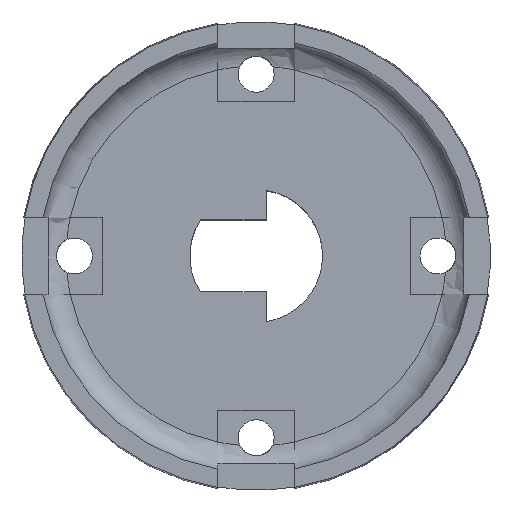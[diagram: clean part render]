
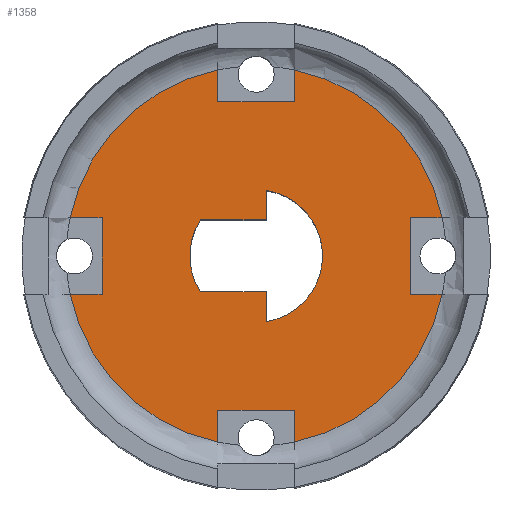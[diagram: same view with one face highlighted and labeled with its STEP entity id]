
A CAD part, top view. The second image highlights one B-rep face of the part: STEP entity #1358.
In plain terms, the highlighted planar face has unit normal (0, 0, 1).
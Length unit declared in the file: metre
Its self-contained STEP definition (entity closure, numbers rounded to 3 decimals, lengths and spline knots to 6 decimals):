
#38=CIRCLE('',#1447,0.021108);
#39=CIRCLE('',#1448,0.021108);
#40=CIRCLE('',#1449,0.021108);
#41=CIRCLE('',#1450,0.021108);
#42=CIRCLE('',#1451,0.007375);
#43=CIRCLE('',#1452,0.007375);
#154=ORIENTED_EDGE('',*,*,#562,.F.);
#155=ORIENTED_EDGE('',*,*,#563,.F.);
#156=ORIENTED_EDGE('',*,*,#564,.T.);
#157=ORIENTED_EDGE('',*,*,#565,.F.);
#158=ORIENTED_EDGE('',*,*,#566,.F.);
#159=ORIENTED_EDGE('',*,*,#567,.F.);
#160=ORIENTED_EDGE('',*,*,#568,.T.);
#161=ORIENTED_EDGE('',*,*,#569,.F.);
#162=ORIENTED_EDGE('',*,*,#570,.F.);
#163=ORIENTED_EDGE('',*,*,#571,.F.);
#164=ORIENTED_EDGE('',*,*,#572,.T.);
#165=ORIENTED_EDGE('',*,*,#573,.F.);
#166=ORIENTED_EDGE('',*,*,#574,.F.);
#167=ORIENTED_EDGE('',*,*,#575,.F.);
#168=ORIENTED_EDGE('',*,*,#576,.T.);
#169=ORIENTED_EDGE('',*,*,#577,.T.);
#170=ORIENTED_EDGE('',*,*,#578,.F.);
#171=ORIENTED_EDGE('',*,*,#579,.T.);
#172=ORIENTED_EDGE('',*,*,#580,.T.);
#173=ORIENTED_EDGE('',*,*,#581,.T.);
#174=ORIENTED_EDGE('',*,*,#582,.T.);
#175=ORIENTED_EDGE('',*,*,#583,.F.);
#562=EDGE_CURVE('',#766,#767,#903,.T.);
#563=EDGE_CURVE('',#768,#766,#38,.T.);
#564=EDGE_CURVE('',#768,#769,#904,.T.);
#565=EDGE_CURVE('',#770,#769,#905,.T.);
#566=EDGE_CURVE('',#771,#770,#906,.T.);
#567=EDGE_CURVE('',#772,#771,#39,.T.);
#568=EDGE_CURVE('',#772,#773,#907,.T.);
#569=EDGE_CURVE('',#774,#773,#908,.T.);
#570=EDGE_CURVE('',#775,#774,#909,.T.);
#571=EDGE_CURVE('',#776,#775,#40,.T.);
#572=EDGE_CURVE('',#776,#777,#910,.T.);
#573=EDGE_CURVE('',#778,#777,#911,.T.);
#574=EDGE_CURVE('',#779,#778,#912,.T.);
#575=EDGE_CURVE('',#780,#779,#41,.T.);
#576=EDGE_CURVE('',#780,#781,#913,.T.);
#577=EDGE_CURVE('',#781,#767,#914,.T.);
#578=EDGE_CURVE('',#782,#783,#915,.T.);
#579=EDGE_CURVE('',#782,#784,#42,.T.);
#580=EDGE_CURVE('',#784,#785,#916,.T.);
#581=EDGE_CURVE('',#785,#786,#917,.T.);
#582=EDGE_CURVE('',#786,#787,#43,.T.);
#583=EDGE_CURVE('',#783,#787,#918,.T.);
#766=VERTEX_POINT('',#2004);
#767=VERTEX_POINT('',#2005);
#768=VERTEX_POINT('',#2007);
#769=VERTEX_POINT('',#2009);
#770=VERTEX_POINT('',#2011);
#771=VERTEX_POINT('',#2013);
#772=VERTEX_POINT('',#2015);
#773=VERTEX_POINT('',#2017);
#774=VERTEX_POINT('',#2019);
#775=VERTEX_POINT('',#2021);
#776=VERTEX_POINT('',#2023);
#777=VERTEX_POINT('',#2025);
#778=VERTEX_POINT('',#2027);
#779=VERTEX_POINT('',#2029);
#780=VERTEX_POINT('',#2031);
#781=VERTEX_POINT('',#2033);
#782=VERTEX_POINT('',#2036);
#783=VERTEX_POINT('',#2037);
#784=VERTEX_POINT('',#2039);
#785=VERTEX_POINT('',#2041);
#786=VERTEX_POINT('',#2043);
#787=VERTEX_POINT('',#2045);
#903=LINE('',#2003,#1003);
#904=LINE('',#2008,#1004);
#905=LINE('',#2010,#1005);
#906=LINE('',#2012,#1006);
#907=LINE('',#2016,#1007);
#908=LINE('',#2018,#1008);
#909=LINE('',#2020,#1009);
#910=LINE('',#2024,#1010);
#911=LINE('',#2026,#1011);
#912=LINE('',#2028,#1012);
#913=LINE('',#2032,#1013);
#914=LINE('',#2034,#1014);
#915=LINE('',#2035,#1015);
#916=LINE('',#2040,#1016);
#917=LINE('',#2042,#1017);
#918=LINE('',#2046,#1018);
#1003=VECTOR('',#1601,1.);
#1004=VECTOR('',#1604,1.);
#1005=VECTOR('',#1605,1.);
#1006=VECTOR('',#1606,1.);
#1007=VECTOR('',#1609,1.);
#1008=VECTOR('',#1610,1.);
#1009=VECTOR('',#1611,1.);
#1010=VECTOR('',#1614,1.);
#1011=VECTOR('',#1615,1.);
#1012=VECTOR('',#1616,1.);
#1013=VECTOR('',#1619,1.);
#1014=VECTOR('',#1620,1.);
#1015=VECTOR('',#1621,1.);
#1016=VECTOR('',#1624,1.);
#1017=VECTOR('',#1625,1.);
#1018=VECTOR('',#1628,1.);
#1097=EDGE_LOOP('',(#154,#155,#156,#157,#158,#159,#160,#161,#162,#163,#164,
#165,#166,#167,#168,#169));
#1098=EDGE_LOOP('',(#170,#171,#172,#173,#174,#175));
#1203=FACE_BOUND('',#1097,.T.);
#1204=FACE_BOUND('',#1098,.T.);
#1309=PLANE('',#1446);
#1358=ADVANCED_FACE('',(#1203,#1204),#1309,.T.);
#1446=AXIS2_PLACEMENT_3D('',#2002,#1599,#1600);
#1447=AXIS2_PLACEMENT_3D('',#2006,#1602,#1603);
#1448=AXIS2_PLACEMENT_3D('',#2014,#1607,#1608);
#1449=AXIS2_PLACEMENT_3D('',#2022,#1612,#1613);
#1450=AXIS2_PLACEMENT_3D('',#2030,#1617,#1618);
#1451=AXIS2_PLACEMENT_3D('',#2038,#1622,#1623);
#1452=AXIS2_PLACEMENT_3D('',#2044,#1626,#1627);
#1599=DIRECTION('',(0.,0.,1.));
#1600=DIRECTION('',(1.,0.,0.));
#1601=DIRECTION('',(0.,1.,0.));
#1602=DIRECTION('',(0.,0.,-1.));
#1603=DIRECTION('',(-1.,0.,0.));
#1604=DIRECTION('',(-1.,0.,0.));
#1605=DIRECTION('',(0.,-1.,0.));
#1606=DIRECTION('',(-1.,0.,0.));
#1607=DIRECTION('',(0.,0.,-1.));
#1608=DIRECTION('',(-1.,0.,0.));
#1609=DIRECTION('',(0.,-1.,0.));
#1610=DIRECTION('',(1.,0.,0.));
#1611=DIRECTION('',(0.,-1.,0.));
#1612=DIRECTION('',(0.,0.,-1.));
#1613=DIRECTION('',(-1.,0.,0.));
#1614=DIRECTION('',(1.,0.,0.));
#1615=DIRECTION('',(0.,1.,0.));
#1616=DIRECTION('',(1.,0.,0.));
#1617=DIRECTION('',(0.,0.,-1.));
#1618=DIRECTION('',(-1.,0.,0.));
#1619=DIRECTION('',(0.,1.,0.));
#1620=DIRECTION('',(1.,0.,0.));
#1621=DIRECTION('',(0.,-1.,0.));
#1622=DIRECTION('',(0.,0.,-1.));
#1623=DIRECTION('',(-1.,0.,0.));
#1624=DIRECTION('',(0.,1.,0.));
#1625=DIRECTION('',(-1.,0.,0.));
#1626=DIRECTION('',(0.,0.,-1.));
#1627=DIRECTION('',(-1.,0.,0.));
#1628=DIRECTION('',(-1.,0.,0.));
#2002=CARTESIAN_POINT('',(-0.016654,0.,0.032));
#2003=CARTESIAN_POINT('',(0.004275,-0.020102,0.032));
#2004=CARTESIAN_POINT('',(0.004275,-0.020671,0.032));
#2005=CARTESIAN_POINT('',(0.004275,-0.017126,0.032));
#2006=CARTESIAN_POINT('',(0.,0.,0.032));
#2007=CARTESIAN_POINT('',(0.020671,-0.004275,0.032));
#2008=CARTESIAN_POINT('',(0.020102,-0.004275,0.032));
#2009=CARTESIAN_POINT('',(0.017126,-0.004275,0.032));
#2010=CARTESIAN_POINT('',(0.017126,0.004175,0.032));
#2011=CARTESIAN_POINT('',(0.017126,0.004275,0.032));
#2012=CARTESIAN_POINT('',(0.020102,0.004275,0.032));
#2013=CARTESIAN_POINT('',(0.020671,0.004275,0.032));
#2014=CARTESIAN_POINT('',(0.,0.,0.032));
#2015=CARTESIAN_POINT('',(0.004275,0.020671,0.032));
#2016=CARTESIAN_POINT('',(0.004275,0.020102,0.032));
#2017=CARTESIAN_POINT('',(0.004275,0.017126,0.032));
#2018=CARTESIAN_POINT('',(-0.004175,0.017126,0.032));
#2019=CARTESIAN_POINT('',(-0.004275,0.017126,0.032));
#2020=CARTESIAN_POINT('',(-0.004275,0.020102,0.032));
#2021=CARTESIAN_POINT('',(-0.004275,0.020671,0.032));
#2022=CARTESIAN_POINT('',(0.,0.,0.032));
#2023=CARTESIAN_POINT('',(-0.020671,0.004275,0.032));
#2024=CARTESIAN_POINT('',(-0.020102,0.004275,0.032));
#2025=CARTESIAN_POINT('',(-0.017126,0.004275,0.032));
#2026=CARTESIAN_POINT('',(-0.017126,-0.004175,0.032));
#2027=CARTESIAN_POINT('',(-0.017126,-0.004275,0.032));
#2028=CARTESIAN_POINT('',(-0.020102,-0.004275,0.032));
#2029=CARTESIAN_POINT('',(-0.020671,-0.004275,0.032));
#2030=CARTESIAN_POINT('',(0.,0.,0.032));
#2031=CARTESIAN_POINT('',(-0.004275,-0.020671,0.032));
#2032=CARTESIAN_POINT('',(-0.004275,-0.020102,0.032));
#2033=CARTESIAN_POINT('',(-0.004275,-0.017126,0.032));
#2034=CARTESIAN_POINT('',(-0.004175,-0.017126,0.032));
#2035=CARTESIAN_POINT('',(0.001125,0.,0.032));
#2036=CARTESIAN_POINT('',(0.001125,0.007289,0.032));
#2037=CARTESIAN_POINT('',(0.001125,0.004,0.032));
#2038=CARTESIAN_POINT('',(0.,0.,0.032));
#2039=CARTESIAN_POINT('',(0.001125,-0.007289,0.032));
#2040=CARTESIAN_POINT('',(0.001125,0.,0.032));
#2041=CARTESIAN_POINT('',(0.001125,-0.004,0.032));
#2042=CARTESIAN_POINT('',(0.,-0.004,0.032));
#2043=CARTESIAN_POINT('',(-0.006196,-0.004,0.032));
#2044=CARTESIAN_POINT('',(0.,0.,0.032));
#2045=CARTESIAN_POINT('',(-0.006196,0.004,0.032));
#2046=CARTESIAN_POINT('',(0.,0.004,0.032));
